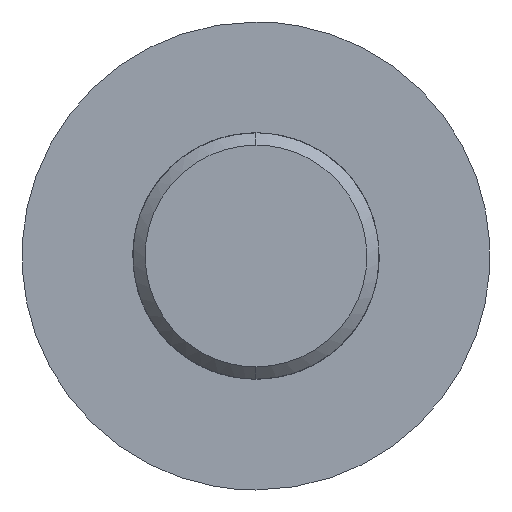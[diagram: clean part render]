
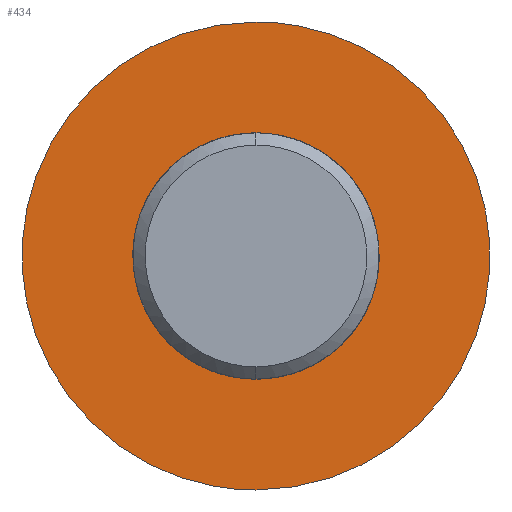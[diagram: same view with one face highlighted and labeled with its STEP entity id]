
A CAD part, front view. The second image highlights one B-rep face of the part: STEP entity #434.
In plain terms, the highlighted free-form (B-spline) face has degree [1, 1] with [2, 2] control points.
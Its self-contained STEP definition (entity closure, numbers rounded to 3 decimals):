
#189 = EDGE_CURVE('',#190,#192,#194,.T.);
#190 = VERTEX_POINT('',#191);
#191 = CARTESIAN_POINT('',(0.,131.362,-12.816));
#192 = VERTEX_POINT('',#193);
#193 = CARTESIAN_POINT('',(0.,131.362,
    10.486));
#194 = ( BOUNDED_CURVE() B_SPLINE_CURVE(2,(#195,#196,#197,#198,#199),
.UNSPECIFIED.,.F.,.F.) B_SPLINE_CURVE_WITH_KNOTS((3,2,3),(0.,
1.571,3.142),.PIECEWISE_BEZIER_KNOTS.) CURVE() 
GEOMETRIC_REPRESENTATION_ITEM() RATIONAL_B_SPLINE_CURVE((1.,
0.707,1.,0.707,1.)) REPRESENTATION_ITEM('') );
#195 = CARTESIAN_POINT('',(0.,131.362,-12.816));
#196 = CARTESIAN_POINT('',(11.651,131.362,
    -12.816));
#197 = CARTESIAN_POINT('',(11.651,131.362,
    -1.165));
#198 = CARTESIAN_POINT('',(11.651,131.362,
    10.486));
#199 = CARTESIAN_POINT('',(0.,131.362,
    10.486));
#299 = VERTEX_POINT('',#300);
#300 = CARTESIAN_POINT('',(0.,131.362,
    20.971));
#305 = EDGE_CURVE('',#306,#299,#308,.T.);
#306 = VERTEX_POINT('',#307);
#307 = CARTESIAN_POINT('',(0.,131.362,-23.301));
#308 = ( BOUNDED_CURVE() B_SPLINE_CURVE(2,(#309,#310,#311,#312,#313),
.UNSPECIFIED.,.F.,.F.) B_SPLINE_CURVE_WITH_KNOTS((3,2,3),(0.,
1.571,3.142),.PIECEWISE_BEZIER_KNOTS.) CURVE() 
GEOMETRIC_REPRESENTATION_ITEM() RATIONAL_B_SPLINE_CURVE((1.,
0.707,1.,0.707,1.)) REPRESENTATION_ITEM('') );
#309 = CARTESIAN_POINT('',(0.,131.362,-23.301));
#310 = CARTESIAN_POINT('',(22.136,131.362,
    -23.301));
#311 = CARTESIAN_POINT('',(22.136,131.362,
    -1.165));
#312 = CARTESIAN_POINT('',(22.136,131.362,
    20.971));
#313 = CARTESIAN_POINT('',(0.,131.362,
    20.971));
#416 = EDGE_CURVE('',#299,#306,#417,.T.);
#417 = ( BOUNDED_CURVE() B_SPLINE_CURVE(2,(#418,#419,#420,#421,#422),
.UNSPECIFIED.,.F.,.F.) B_SPLINE_CURVE_WITH_KNOTS((3,2,3),(3.142,
4.712,6.283),.PIECEWISE_BEZIER_KNOTS.) CURVE() 
GEOMETRIC_REPRESENTATION_ITEM() RATIONAL_B_SPLINE_CURVE((1.,
0.707,1.,0.707,1.)) REPRESENTATION_ITEM('') );
#418 = CARTESIAN_POINT('',(0.,131.362,
    20.971));
#419 = CARTESIAN_POINT('',(-22.136,131.362,
    20.971));
#420 = CARTESIAN_POINT('',(-22.136,131.362,
    -1.165));
#421 = CARTESIAN_POINT('',(-22.136,131.362,
    -23.301));
#422 = CARTESIAN_POINT('',(0.,131.362,
    -23.301));
#434 = ADVANCED_FACE('',(#435,#439),#450,.T.);
#435 = FACE_BOUND('',#436,.T.);
#436 = EDGE_LOOP('',(#437,#438));
#437 = ORIENTED_EDGE('',*,*,#305,.T.);
#438 = ORIENTED_EDGE('',*,*,#416,.T.);
#439 = FACE_BOUND('',#440,.T.);
#440 = EDGE_LOOP('',(#441,#442));
#441 = ORIENTED_EDGE('',*,*,#189,.F.);
#442 = ORIENTED_EDGE('',*,*,#443,.F.);
#443 = EDGE_CURVE('',#192,#190,#444,.T.);
#444 = ( BOUNDED_CURVE() B_SPLINE_CURVE(2,(#445,#446,#447,#448,#449),
.UNSPECIFIED.,.F.,.F.) B_SPLINE_CURVE_WITH_KNOTS((3,2,3),(3.142,
4.712,6.283),.PIECEWISE_BEZIER_KNOTS.) CURVE() 
GEOMETRIC_REPRESENTATION_ITEM() RATIONAL_B_SPLINE_CURVE((1.,
0.707,1.,0.707,1.)) REPRESENTATION_ITEM('') );
#445 = CARTESIAN_POINT('',(0.,131.362,
    10.486));
#446 = CARTESIAN_POINT('',(-11.651,131.362,
    10.486));
#447 = CARTESIAN_POINT('',(-11.651,131.362,
    -1.165));
#448 = CARTESIAN_POINT('',(-11.651,131.362,
    -12.816));
#449 = CARTESIAN_POINT('',(0.,131.362,
    -12.816));
#450 = B_SPLINE_SURFACE_WITH_KNOTS('',1,1,(
    (#451,#452)
    ,(#453,#454
    )),.UNSPECIFIED.,.F.,.F.,.F.,(2,2),(2,2),(-38.,0.),(-19.,19.),
  .PIECEWISE_BEZIER_KNOTS.);
#451 = CARTESIAN_POINT('',(-22.136,131.362,
    20.971));
#452 = CARTESIAN_POINT('',(22.136,131.362,
    20.971));
#453 = CARTESIAN_POINT('',(-22.136,131.362,
    -23.301));
#454 = CARTESIAN_POINT('',(22.136,131.362,
    -23.301));
